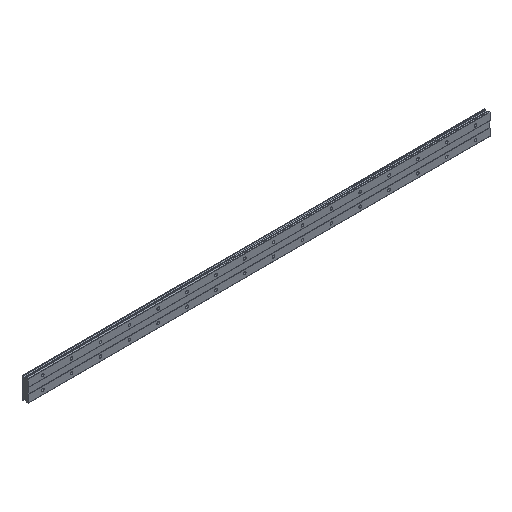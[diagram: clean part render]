
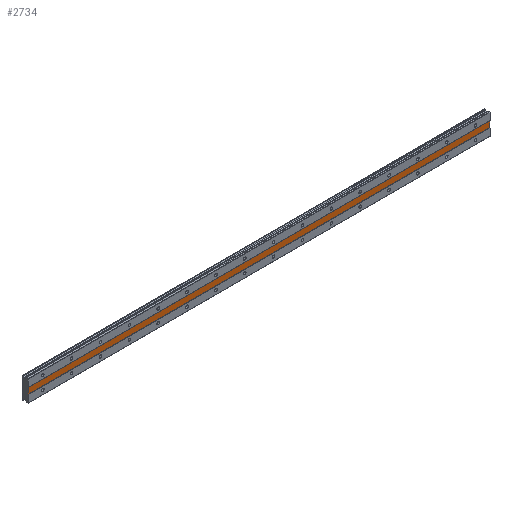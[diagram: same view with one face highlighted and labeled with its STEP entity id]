
A CAD part, isometric view. The second image highlights one B-rep face of the part: STEP entity #2734.
In plain terms, the highlighted planar face has unit normal (0, -1, 0).
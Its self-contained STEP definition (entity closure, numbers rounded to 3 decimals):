
#121 = LINE ( 'NONE', #3408, #1319 ) ;
#1207 = CARTESIAN_POINT ( 'NONE',  ( 775., 0.5, 5. ) ) ;
#1213 = DIRECTION ( 'NONE',  ( 1., 0., 0. ) ) ;
#1317 = CARTESIAN_POINT ( 'NONE',  ( 775., 0.5, 5. ) ) ;
#1319 = VECTOR ( 'NONE', #1627, 1000. ) ;
#1503 = EDGE_CURVE ( 'NONE', #5526, #2986, #2841, .T. ) ;
#1627 = DIRECTION ( 'NONE',  ( 0., 0., -1. ) ) ;
#1665 = LINE ( 'NONE', #1207, #2280 ) ;
#1683 = DIRECTION ( 'NONE',  ( 0., 1., 0. ) ) ;
#1854 = EDGE_CURVE ( 'NONE', #5082, #2986, #5432, .T. ) ;
#2077 = EDGE_LOOP ( 'NONE', ( #3802, #3737, #2992, #3623 ) ) ;
#2183 = FACE_OUTER_BOUND ( 'NONE', #2077, .T. ) ;
#2252 = VECTOR ( 'NONE', #2383, 1000. ) ;
#2273 = CARTESIAN_POINT ( 'NONE',  ( 775., 0.5, 18.34 ) ) ;
#2280 = VECTOR ( 'NONE', #5151, 1000. ) ;
#2383 = DIRECTION ( 'NONE',  ( 0., 0., -1. ) ) ;
#2619 = CARTESIAN_POINT ( 'NONE',  ( 775., 0.5, -5. ) ) ;
#2651 = AXIS2_PLACEMENT_3D ( 'NONE', #1317, #1683, #4054 ) ;
#2734 = ADVANCED_FACE ( 'NONE', ( #2183 ), #5904, .F. ) ;
#2841 = LINE ( 'NONE', #2273, #2252 ) ;
#2986 = VERTEX_POINT ( 'NONE', #5801 ) ;
#2992 = ORIENTED_EDGE ( 'NONE', *, *, #3500, .F. ) ;
#3187 = CARTESIAN_POINT ( 'NONE',  ( -25., 0.5, 5. ) ) ;
#3408 = CARTESIAN_POINT ( 'NONE',  ( -25., 0.5, 18.34 ) ) ;
#3500 = EDGE_CURVE ( 'NONE', #4371, #5526, #1665, .T. ) ;
#3623 = ORIENTED_EDGE ( 'NONE', *, *, #4887, .T. ) ;
#3737 = ORIENTED_EDGE ( 'NONE', *, *, #1503, .F. ) ;
#3802 = ORIENTED_EDGE ( 'NONE', *, *, #1854, .T. ) ;
#4054 = DIRECTION ( 'NONE',  ( 0., 0., 1. ) ) ;
#4066 = CARTESIAN_POINT ( 'NONE',  ( -25., 0.5, -5. ) ) ;
#4371 = VERTEX_POINT ( 'NONE', #3187 ) ;
#4553 = CARTESIAN_POINT ( 'NONE',  ( 775., 0.5, 5. ) ) ;
#4887 = EDGE_CURVE ( 'NONE', #4371, #5082, #121, .T. ) ;
#5082 = VERTEX_POINT ( 'NONE', #4066 ) ;
#5151 = DIRECTION ( 'NONE',  ( 1., 0., 0. ) ) ;
#5432 = LINE ( 'NONE', #2619, #5786 ) ;
#5526 = VERTEX_POINT ( 'NONE', #4553 ) ;
#5786 = VECTOR ( 'NONE', #1213, 1000. ) ;
#5801 = CARTESIAN_POINT ( 'NONE',  ( 775., 0.5, -5. ) ) ;
#5904 = PLANE ( 'NONE',  #2651 ) ;
